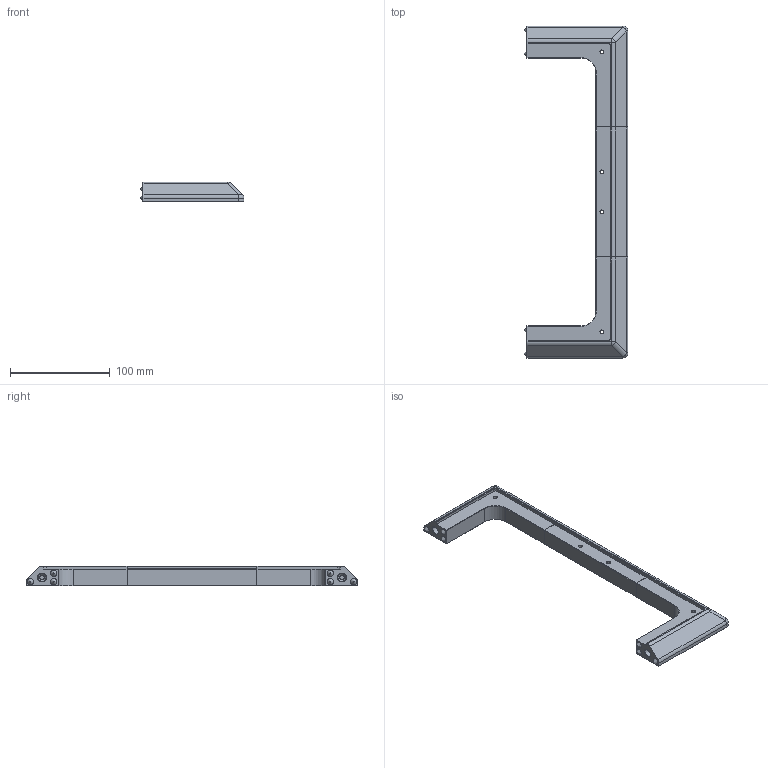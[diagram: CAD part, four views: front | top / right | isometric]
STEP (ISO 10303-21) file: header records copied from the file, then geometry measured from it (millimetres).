
FILE_DESCRIPTION(/* description */ (''),/* implementation_level */ '2;1');
FILE_NAME(/* name */ 'Lid structure v21.step',/* time_stamp */ '2022-02-22T22:21:44-08:00',/* author */ (''),/* organization */ (''),/* preprocessor_version */ 'ST-DEVELOPER v18.1',/* originating_system */ 'Autodesk Translation Framework v10.13.0.1454',/* authorisation */ '');
FILE_SCHEMA (('AUTOMOTIVE_DESIGN { 1 0 10303 214 3 1 1 }'));
Length unit declared in the file: millimetre
Products named in the file (1): Lid structure
Bounding box: 103.99 x 332 x 20 mm (x, y, z)
Volume: 215257.3 mm3; surface area: 52537.4 mm2
Topology: 3 solids, 3 shells, 263 faces, 600 edges, 372 vertices
Faces by surface type: plane 128, cone 52, cylinder 47, sphere 22, torus 14
Full cylindrical faces by diameter (mm): 3.2 x4, 4.7 x4, 5 x4, 5.2 x2, 6.2 x6, 8 x4
Entity records: 7402 total; most frequent: DIRECTION 1346, CARTESIAN_POINT 1236, ORIENTED_EDGE 1200, EDGE_CURVE 600, AXIS2_PLACEMENT_3D 482, LINE 382, VECTOR 382, VERTEX_POINT 372
